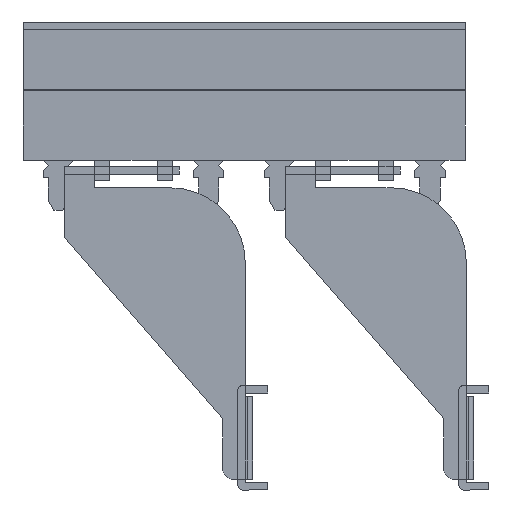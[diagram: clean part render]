
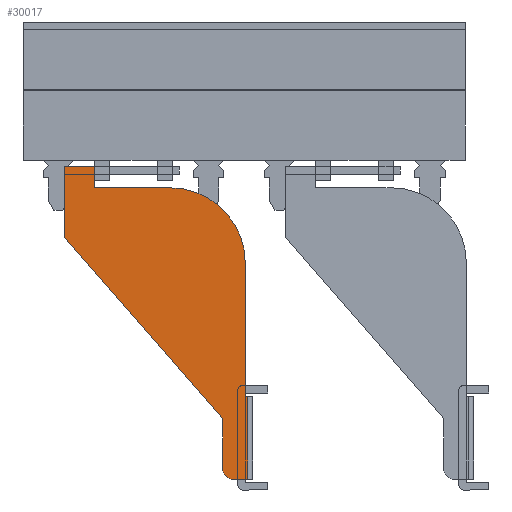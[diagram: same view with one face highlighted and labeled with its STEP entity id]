
A CAD part, left-side view. The second image highlights one B-rep face of the part: STEP entity #30017.
In plain terms, the highlighted planar face has unit normal (-1, 0, 0).
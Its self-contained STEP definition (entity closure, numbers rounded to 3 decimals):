
#65 = ORIENTED_EDGE ( 'NONE', *, *, #43617, .T. ) ;
#364 = DIRECTION ( 'NONE',  ( -1., 0., 0. ) ) ;
#464 = CARTESIAN_POINT ( 'NONE',  ( -222., 21.25, -27.3 ) ) ;
#2014 = EDGE_CURVE ( 'NONE', #32017, #12088, #4048, .T. ) ;
#2208 = VERTEX_POINT ( 'NONE', #22826 ) ;
#2578 = VECTOR ( 'NONE', #51337, 1000. ) ;
#2623 = ORIENTED_EDGE ( 'NONE', *, *, #9252, .T. ) ;
#2690 = DIRECTION ( 'NONE',  ( 0., -0.656, -0.754 ) ) ;
#4048 = LINE ( 'NONE', #29290, #50104 ) ;
#4562 = LINE ( 'NONE', #464, #50620 ) ;
#4727 = EDGE_CURVE ( 'NONE', #31023, #2208, #20463, .T. ) ;
#6241 = LINE ( 'NONE', #49535, #40395 ) ;
#7065 = VERTEX_POINT ( 'NONE', #12468 ) ;
#7258 = EDGE_CURVE ( 'NONE', #54537, #12729, #6241, .T. ) ;
#7888 = LINE ( 'NONE', #36122, #44899 ) ;
#8599 = CARTESIAN_POINT ( 'NONE',  ( -222., 24.25, -89.5 ) ) ;
#8629 = VECTOR ( 'NONE', #16189, 1000. ) ;
#9008 = EDGE_CURVE ( 'NONE', #32017, #14013, #54125, .T. ) ;
#9061 = AXIS2_PLACEMENT_3D ( 'NONE', #27006, #364, #31515 ) ;
#9252 = EDGE_CURVE ( 'NONE', #2208, #7065, #4562, .T. ) ;
#9435 = DIRECTION ( 'NONE',  ( 0., 0., -1. ) ) ;
#10402 = DIRECTION ( 'NONE',  ( 0., 1., 0. ) ) ;
#11220 = EDGE_CURVE ( 'NONE', #12729, #21237, #39229, .T. ) ;
#11658 = VECTOR ( 'NONE', #16793, 1000. ) ;
#12088 = VERTEX_POINT ( 'NONE', #16395 ) ;
#12468 = CARTESIAN_POINT ( 'NONE',  ( -222., 21.25, -73. ) ) ;
#12700 = CARTESIAN_POINT ( 'NONE',  ( -222., 36.75, -31.5 ) ) ;
#12729 = VERTEX_POINT ( 'NONE', #37110 ) ;
#13382 = VECTOR ( 'NONE', #10402, 1000. ) ;
#13593 = VERTEX_POINT ( 'NONE', #56550 ) ;
#14013 = VERTEX_POINT ( 'NONE', #14744 ) ;
#14160 = VECTOR ( 'NONE', #2690, 1000. ) ;
#14414 = LINE ( 'NONE', #42320, #2578 ) ;
#14609 = CARTESIAN_POINT ( 'NONE',  ( -222., 24.25, -87.5 ) ) ;
#14744 = CARTESIAN_POINT ( 'NONE',  ( -222., 57.75, -41.3 ) ) ;
#14787 = EDGE_CURVE ( 'NONE', #21237, #13593, #35360, .T. ) ;
#16189 = DIRECTION ( 'NONE',  ( 0., -1., 0. ) ) ;
#16395 = CARTESIAN_POINT ( 'NONE',  ( -222., 51.75, -27.3 ) ) ;
#16617 = DIRECTION ( 'NONE',  ( 0., 0., -1. ) ) ;
#16793 = DIRECTION ( 'NONE',  ( 0., 1., 0. ) ) ;
#16922 = ORIENTED_EDGE ( 'NONE', *, *, #14787, .T. ) ;
#17685 = CARTESIAN_POINT ( 'NONE',  ( -222., 26.25, -87.5 ) ) ;
#17734 = ORIENTED_EDGE ( 'NONE', *, *, #39526, .F. ) ;
#19060 = DIRECTION ( 'NONE',  ( 0., 0., -1. ) ) ;
#20463 = LINE ( 'NONE', #29265, #8629 ) ;
#20562 = CARTESIAN_POINT ( 'NONE',  ( -222., 57.75, -27.3 ) ) ;
#21237 = VERTEX_POINT ( 'NONE', #12700 ) ;
#22826 = CARTESIAN_POINT ( 'NONE',  ( -222., 21.25, -89.5 ) ) ;
#24083 = DIRECTION ( 'NONE',  ( -1., 0., 0. ) ) ;
#25980 = LINE ( 'NONE', #33831, #14160 ) ;
#27006 = CARTESIAN_POINT ( 'NONE',  ( -222., 36.75, -46.5 ) ) ;
#27103 = DIRECTION ( 'NONE',  ( 0., 0., 1. ) ) ;
#27645 = FACE_OUTER_BOUND ( 'NONE', #30399, .T. ) ;
#27876 = CARTESIAN_POINT ( 'NONE',  ( -222., 21.75, -73. ) ) ;
#29208 = ORIENTED_EDGE ( 'NONE', *, *, #7258, .T. ) ;
#29265 = CARTESIAN_POINT ( 'NONE',  ( -222., 21.75, -89.5 ) ) ;
#29290 = CARTESIAN_POINT ( 'NONE',  ( -222., 57.75, -27.3 ) ) ;
#29785 = ORIENTED_EDGE ( 'NONE', *, *, #32011, .T. ) ;
#30017 = ADVANCED_FACE ( 'NONE', ( #27645 ), #46364, .T. ) ;
#30399 = EDGE_LOOP ( 'NONE', ( #34214, #2623, #53763, #29208, #40207, #16922, #17734, #52897, #50565, #29785, #65, #48606 ) ) ;
#31023 = VERTEX_POINT ( 'NONE', #8599 ) ;
#31515 = DIRECTION ( 'NONE',  ( 0., 0., -1. ) ) ;
#32011 = EDGE_CURVE ( 'NONE', #14013, #57667, #25980, .T. ) ;
#32017 = VERTEX_POINT ( 'NONE', #20562 ) ;
#32609 = EDGE_CURVE ( 'NONE', #7065, #54537, #51791, .T. ) ;
#33831 = CARTESIAN_POINT ( 'NONE',  ( -222., 26.25, -77.5 ) ) ;
#34214 = ORIENTED_EDGE ( 'NONE', *, *, #4727, .T. ) ;
#34355 = CARTESIAN_POINT ( 'NONE',  ( -222., 57.75, -27.3 ) ) ;
#34527 = CARTESIAN_POINT ( 'NONE',  ( -222., 51.75, -31.5 ) ) ;
#35360 = LINE ( 'NONE', #34527, #11658 ) ;
#35840 = AXIS2_PLACEMENT_3D ( 'NONE', #50865, #24083, #55334 ) ;
#36122 = CARTESIAN_POINT ( 'NONE',  ( -222., 51.75, -27.3 ) ) ;
#37110 = CARTESIAN_POINT ( 'NONE',  ( -222., 21.75, -46.5 ) ) ;
#38265 = DIRECTION ( 'NONE',  ( 0., -1., 0. ) ) ;
#39229 = CIRCLE ( 'NONE', #9061, 15. ) ;
#39526 = EDGE_CURVE ( 'NONE', #12088, #13593, #7888, .T. ) ;
#40207 = ORIENTED_EDGE ( 'NONE', *, *, #11220, .T. ) ;
#40395 = VECTOR ( 'NONE', #53979, 1000. ) ;
#40607 = VERTEX_POINT ( 'NONE', #17685 ) ;
#42320 = CARTESIAN_POINT ( 'NONE',  ( -222., 26.25, -87.5 ) ) ;
#43617 = EDGE_CURVE ( 'NONE', #57667, #40607, #14414, .T. ) ;
#44899 = VECTOR ( 'NONE', #9435, 1000. ) ;
#45163 = AXIS2_PLACEMENT_3D ( 'NONE', #14609, #45834, #19060 ) ;
#45834 = DIRECTION ( 'NONE',  ( -1., 0., 0. ) ) ;
#46364 = PLANE ( 'NONE',  #35840 ) ;
#48606 = ORIENTED_EDGE ( 'NONE', *, *, #49065, .T. ) ;
#49065 = EDGE_CURVE ( 'NONE', #40607, #31023, #55854, .T. ) ;
#49535 = CARTESIAN_POINT ( 'NONE',  ( -222., 21.75, -46.5 ) ) ;
#50104 = VECTOR ( 'NONE', #38265, 1000. ) ;
#50239 = CARTESIAN_POINT ( 'NONE',  ( -222., 26.25, -77.5 ) ) ;
#50565 = ORIENTED_EDGE ( 'NONE', *, *, #9008, .T. ) ;
#50620 = VECTOR ( 'NONE', #27103, 1000. ) ;
#50865 = CARTESIAN_POINT ( 'NONE',  ( -222., 57.75, -27.3 ) ) ;
#51337 = DIRECTION ( 'NONE',  ( 0., 0., -1. ) ) ;
#51791 = LINE ( 'NONE', #54844, #13382 ) ;
#52730 = VECTOR ( 'NONE', #16617, 1000. ) ;
#52897 = ORIENTED_EDGE ( 'NONE', *, *, #2014, .F. ) ;
#53763 = ORIENTED_EDGE ( 'NONE', *, *, #32609, .T. ) ;
#53979 = DIRECTION ( 'NONE',  ( 0., 0., 1. ) ) ;
#54125 = LINE ( 'NONE', #34355, #52730 ) ;
#54537 = VERTEX_POINT ( 'NONE', #27876 ) ;
#54844 = CARTESIAN_POINT ( 'NONE',  ( -222., 20.25, -73. ) ) ;
#55334 = DIRECTION ( 'NONE',  ( 0., 0., -1. ) ) ;
#55854 = CIRCLE ( 'NONE', #45163, 2. ) ;
#56550 = CARTESIAN_POINT ( 'NONE',  ( -222., 51.75, -31.5 ) ) ;
#57667 = VERTEX_POINT ( 'NONE', #50239 ) ;
